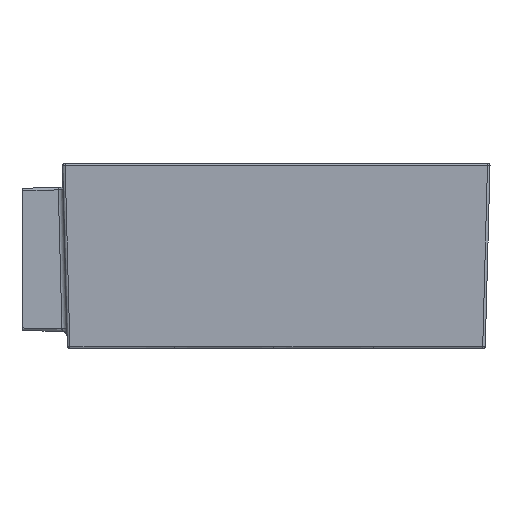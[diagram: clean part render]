
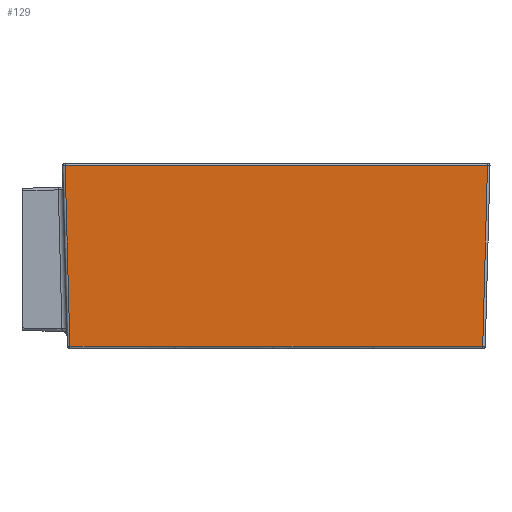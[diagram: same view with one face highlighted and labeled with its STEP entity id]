
A CAD part, front view. The second image highlights one B-rep face of the part: STEP entity #129.
In plain terms, the highlighted planar face has unit normal (0, 1, 0.026).
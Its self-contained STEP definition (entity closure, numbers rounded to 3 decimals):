
#129=ADVANCED_FACE($,(#450),#4356,.T.);
#450=FACE_OUTER_BOUND($,#772,.T.);
#772=EDGE_LOOP($,(#1422,#1423,#1424,#1425,#1426,#1427,#1428));
#1422=ORIENTED_EDGE($,*,*,#2867,.T.);
#1423=ORIENTED_EDGE($,*,*,#2868,.T.);
#1424=ORIENTED_EDGE($,*,*,#2869,.T.);
#1425=ORIENTED_EDGE($,*,*,#2870,.T.);
#1426=ORIENTED_EDGE($,*,*,#2871,.T.);
#1427=ORIENTED_EDGE($,*,*,#2872,.T.);
#1428=ORIENTED_EDGE($,*,*,#2873,.T.);
#2867=EDGE_CURVE($,#3700,#3701,#5011,.T.);
#2868=EDGE_CURVE($,#3701,#3702,#5012,.T.);
#2869=EDGE_CURVE($,#3702,#3703,#5013,.T.);
#2870=EDGE_CURVE($,#3703,#3704,#5014,.T.);
#2871=EDGE_CURVE($,#3704,#3705,#5015,.T.);
#2872=EDGE_CURVE($,#3705,#3706,#5016,.T.);
#2873=EDGE_CURVE($,#3706,#3700,#5017,.T.);
#3700=VERTEX_POINT($,#11556);
#3701=VERTEX_POINT($,#11557);
#3702=VERTEX_POINT($,#11558);
#3703=VERTEX_POINT($,#11559);
#3704=VERTEX_POINT($,#11560);
#3705=VERTEX_POINT($,#11561);
#3706=VERTEX_POINT($,#11562);
#4356=PLANE($,#5485);
#5011=B_SPLINE_CURVE_WITH_KNOTS($,1,(#6663,#6664),.UNSPECIFIED.,.F.,.F.,
(2,2),(-53.537,0.),.UNSPECIFIED.);
#5012=B_SPLINE_CURVE_WITH_KNOTS($,1,(#6665,#6666),.UNSPECIFIED.,.F.,.F.,
(2,2),(-124.966,0.),.UNSPECIFIED.);
#5013=B_SPLINE_CURVE_WITH_KNOTS($,1,(#6667,#6668),.UNSPECIFIED.,.F.,.F.,
(2,2),(-53.537,0.),.UNSPECIFIED.);
#5014=B_SPLINE_CURVE_WITH_KNOTS($,1,(#6669,#6670),.UNSPECIFIED.,.F.,.F.,
(2,2),(-32.443,0.),.UNSPECIFIED.);
#5015=B_SPLINE_CURVE_WITH_KNOTS($,3,(#6671,#6672,#6673,#6674),.UNSPECIFIED.,
.F.,.F.,(4,4),(-1.,0.),.UNSPECIFIED.);
#5016=B_SPLINE_CURVE_WITH_KNOTS($,3,(#6675,#6676,#6677,#6678,#6679,#6680,
#6681,#6682,#6683,#6684,#6685,#6686,#6687),.UNSPECIFIED.,.F.,.F.,(4,3,3,
3,4),(-1.,-0.46,-0.256,-0.051,0.),
.UNSPECIFIED.);
#5017=B_SPLINE_CURVE_WITH_KNOTS($,1,(#6688,#6689),.UNSPECIFIED.,.F.,.F.,
(2,2),(-31.066,0.),.UNSPECIFIED.);
#5485=AXIS2_PLACEMENT_3D($,#9550,#5571,$);
#5571=DIRECTION($,(0.,1.,0.026));
#6663=CARTESIAN_POINT($,(14.165,-112.519,-26.77));
#6664=CARTESIAN_POINT($,(12.764,-113.92,26.73));
#6665=CARTESIAN_POINT($,(12.764,-113.92,26.73));
#6666=CARTESIAN_POINT($,(137.73,-113.92,26.73));
#6667=CARTESIAN_POINT($,(137.73,-113.92,26.73));
#6668=CARTESIAN_POINT($,(136.329,-112.519,-26.77));
#6669=CARTESIAN_POINT($,(136.329,-112.519,-26.77));
#6670=CARTESIAN_POINT($,(103.887,-112.519,-26.77));
#6671=CARTESIAN_POINT($,(103.887,-112.519,-26.77));
#6672=CARTESIAN_POINT($,(94.111,-112.519,-26.77));
#6673=CARTESIAN_POINT($,(84.335,-112.519,-26.77));
#6674=CARTESIAN_POINT($,(74.56,-112.519,-26.77));
#6675=CARTESIAN_POINT($,(74.56,-112.519,-26.77));
#6676=CARTESIAN_POINT($,(69.284,-112.519,-26.77));
#6677=CARTESIAN_POINT($,(64.007,-112.519,-26.77));
#6678=CARTESIAN_POINT($,(58.731,-112.519,-26.77));
#6679=CARTESIAN_POINT($,(56.731,-112.519,-26.77));
#6680=CARTESIAN_POINT($,(54.731,-112.519,-26.77));
#6681=CARTESIAN_POINT($,(52.731,-112.519,-26.77));
#6682=CARTESIAN_POINT($,(50.731,-112.519,-26.77));
#6683=CARTESIAN_POINT($,(48.731,-112.519,-26.77));
#6684=CARTESIAN_POINT($,(46.731,-112.519,-26.77));
#6685=CARTESIAN_POINT($,(46.231,-112.519,-26.77));
#6686=CARTESIAN_POINT($,(45.731,-112.519,-26.77));
#6687=CARTESIAN_POINT($,(45.231,-112.519,-26.77));
#6688=CARTESIAN_POINT($,(45.231,-112.519,-26.77));
#6689=CARTESIAN_POINT($,(14.165,-112.519,-26.77));
#9550=CARTESIAN_POINT($,(137.73,-113.92,26.73));
#11556=CARTESIAN_POINT($,(14.165,-112.519,-26.77));
#11557=CARTESIAN_POINT($,(12.764,-113.92,26.73));
#11558=CARTESIAN_POINT($,(137.73,-113.92,26.73));
#11559=CARTESIAN_POINT($,(136.329,-112.519,-26.77));
#11560=CARTESIAN_POINT($,(103.887,-112.519,-26.77));
#11561=CARTESIAN_POINT($,(74.56,-112.519,-26.77));
#11562=CARTESIAN_POINT($,(45.231,-112.519,-26.77));
